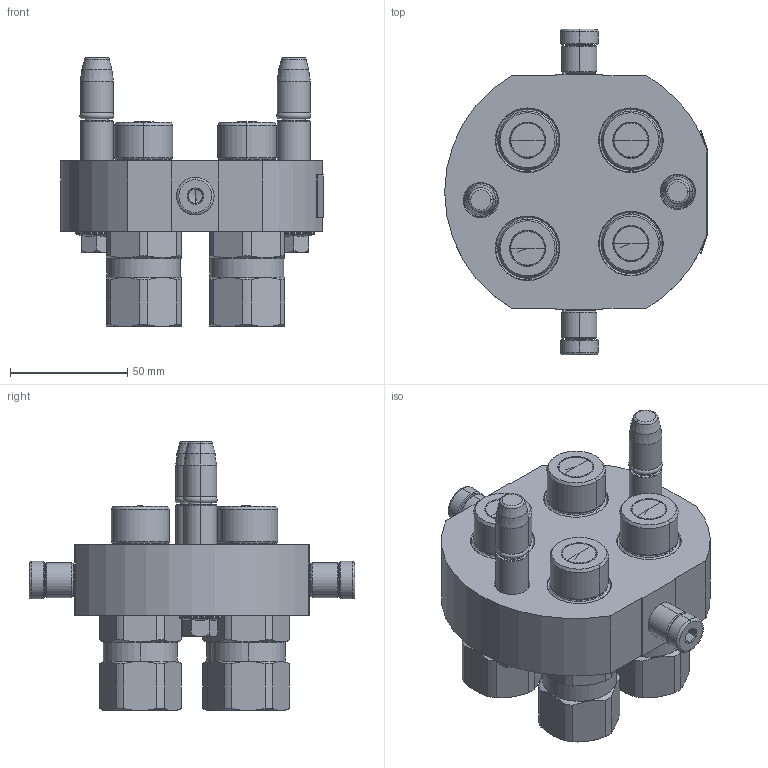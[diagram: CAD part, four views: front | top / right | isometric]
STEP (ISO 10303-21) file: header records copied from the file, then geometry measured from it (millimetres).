
FILE_DESCRIPTION (( 'STEP AP214' ), '1' );
FILE_NAME ('FASTER.step', '2025-12-05T12:14:29', ( '' ), ( '' ), 'SwSTEP 2.0', 'SolidWorks 2017', '' );
FILE_SCHEMA (( 'AUTOMOTIVE_DESIGN' ));
Length unit declared in the file: millimetre
Products named in the file (10): 2ffnp12-18g_m; P508_M_BASE; 4830_028_1000_011; 4830_010_0000_022; 1540_080_0008_000; et002_piegata; 4830_021_0000_000; or2_62x9_19_m; 4830_013_3000_030; FASTER
Assembly tree (17 placements, depth 3):
  FASTER
    P508_M_BASE
      4830_010_0000_022
      4830_013_3000_030  x2
      4830_028_1000_011  x2
      4830_021_0000_000  x2
      1540_080_0008_000  x2
      or2_62x9_19_m  x2
    2ffnp12-18g_m  x4
    et002_piegata
Bounding box: 111.8 x 138.6 x 114.5 mm (x, y, z)
Volume: 148744.6 mm3; surface area: 150586 mm2
Topology: 17 solids, 36 shells, 1796 faces, 4243 edges, 2570 vertices
Faces by surface type: plane 716, cone 472, cylinder 409, torus 184, bspline 15
Entity records: 36238 total; most frequent: CARTESIAN_POINT 8696, ORIENTED_EDGE 5032, DIRECTION 4959, EDGE_CURVE 2543, VECTOR 1717, LINE 1717, AXIS2_PLACEMENT_3D 1621, VERTEX_POINT 1602
